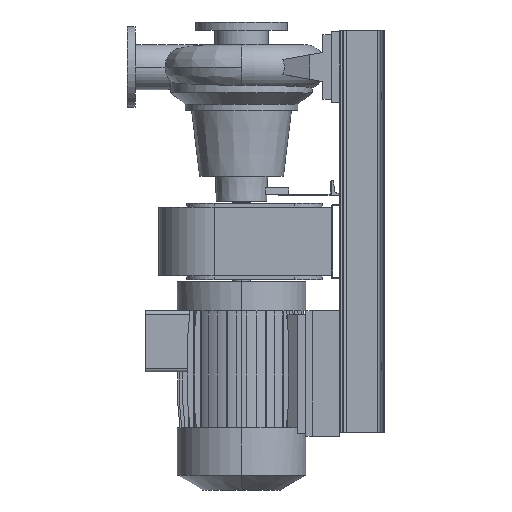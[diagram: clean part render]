
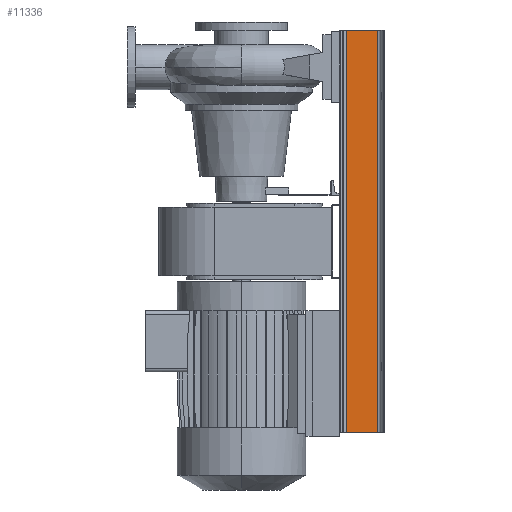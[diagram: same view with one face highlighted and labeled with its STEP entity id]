
A CAD part, left-side view. The second image highlights one B-rep face of the part: STEP entity #11336.
In plain terms, the highlighted face is planar.
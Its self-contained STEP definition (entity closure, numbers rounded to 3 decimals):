
#1132 = CARTESIAN_POINT ( 'NONE',  ( 625., 118.922, -187. ) ) ;
#1416 = LINE ( 'NONE', #5087, #4945 ) ;
#1489 = DIRECTION ( 'NONE',  ( 0., 0., 1. ) ) ;
#3173 = VECTOR ( 'NONE', #23369, 1000. ) ;
#3177 = CARTESIAN_POINT ( 'NONE',  ( 625., 118.922, -187. ) ) ;
#3538 = EDGE_CURVE ( 'NONE', #4454, #16283, #1416, .T. ) ;
#3865 = CARTESIAN_POINT ( 'NONE',  ( 625., 21.078, -187. ) ) ;
#4358 = EDGE_CURVE ( 'NONE', #21846, #4454, #12934, .T. ) ;
#4454 = VERTEX_POINT ( 'NONE', #22100 ) ;
#4602 = VECTOR ( 'NONE', #16483, 1000. ) ;
#4945 = VECTOR ( 'NONE', #12318, 1000. ) ;
#5035 = LINE ( 'NONE', #1132, #16711 ) ;
#5087 = CARTESIAN_POINT ( 'NONE',  ( -625., 118.922, -187. ) ) ;
#6088 = VERTEX_POINT ( 'NONE', #16108 ) ;
#6480 = EDGE_CURVE ( 'NONE', #21846, #6088, #21465, .T. ) ;
#6580 = DIRECTION ( 'NONE',  ( -1., 0., 0. ) ) ;
#7287 = DIRECTION ( 'NONE',  ( 1., 0., 0. ) ) ;
#8456 = ORIENTED_EDGE ( 'NONE', *, *, #23222, .F. ) ;
#8907 = CARTESIAN_POINT ( 'NONE',  ( 625., 21.078, -187. ) ) ;
#11336 = ADVANCED_FACE ( 'NONE', ( #21560 ), #12857, .F. ) ;
#12318 = DIRECTION ( 'NONE',  ( 0., 1., 0. ) ) ;
#12857 = PLANE ( 'NONE',  #22236 ) ;
#12874 = ORIENTED_EDGE ( 'NONE', *, *, #4358, .T. ) ;
#12934 = LINE ( 'NONE', #8907, #4602 ) ;
#16108 = CARTESIAN_POINT ( 'NONE',  ( 625., 118.922, -187. ) ) ;
#16283 = VERTEX_POINT ( 'NONE', #21907 ) ;
#16413 = CARTESIAN_POINT ( 'NONE',  ( 625., 118.922, -187. ) ) ;
#16483 = DIRECTION ( 'NONE',  ( -1., 0., 0. ) ) ;
#16711 = VECTOR ( 'NONE', #6580, 1000. ) ;
#17457 = EDGE_LOOP ( 'NONE', ( #18252, #8456, #21743, #12874 ) ) ;
#18252 = ORIENTED_EDGE ( 'NONE', *, *, #3538, .T. ) ;
#21465 = LINE ( 'NONE', #3177, #3173 ) ;
#21560 = FACE_OUTER_BOUND ( 'NONE', #17457, .T. ) ;
#21743 = ORIENTED_EDGE ( 'NONE', *, *, #6480, .F. ) ;
#21846 = VERTEX_POINT ( 'NONE', #3865 ) ;
#21907 = CARTESIAN_POINT ( 'NONE',  ( -625., 118.922, -187. ) ) ;
#22100 = CARTESIAN_POINT ( 'NONE',  ( -625., 21.078, -187. ) ) ;
#22236 = AXIS2_PLACEMENT_3D ( 'NONE', #16413, #1489, #7287 ) ;
#23222 = EDGE_CURVE ( 'NONE', #6088, #16283, #5035, .T. ) ;
#23369 = DIRECTION ( 'NONE',  ( 0., 1., 0. ) ) ;
